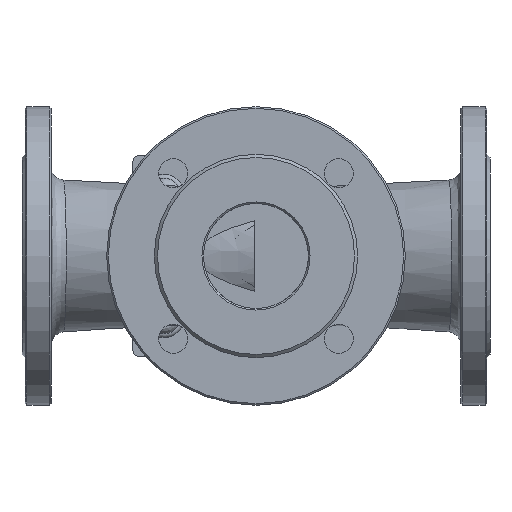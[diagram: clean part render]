
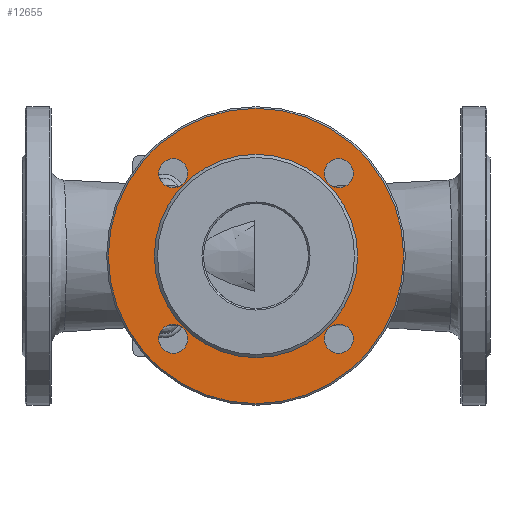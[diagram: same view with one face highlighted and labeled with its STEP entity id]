
A CAD part, front view. The second image highlights one B-rep face of the part: STEP entity #12655.
In plain terms, the highlighted planar face has unit normal (0, -1, 0).
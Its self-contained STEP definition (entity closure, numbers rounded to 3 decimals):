
#307=FACE_BOUND('',#4094,.T.);
#308=FACE_BOUND('',#4095,.T.);
#309=FACE_BOUND('',#4096,.T.);
#310=FACE_BOUND('',#4097,.T.);
#311=FACE_BOUND('',#4098,.T.);
#395=PLANE('',#13547);
#3390=FACE_OUTER_BOUND('',#4093,.T.);
#4093=EDGE_LOOP('',(#8738));
#4094=EDGE_LOOP('',(#8739));
#4095=EDGE_LOOP('',(#8740));
#4096=EDGE_LOOP('',(#8741));
#4097=EDGE_LOOP('',(#8742));
#4098=EDGE_LOOP('',(#8743));
#4802=CIRCLE('',#13546,91.5);
#4803=CIRCLE('',#13548,63.);
#4804=CIRCLE('',#13549,9.);
#4805=CIRCLE('',#13550,9.);
#4806=CIRCLE('',#13551,9.);
#4807=CIRCLE('',#13552,9.);
#5393=VERTEX_POINT('',#20619);
#5394=VERTEX_POINT('',#20623);
#5395=VERTEX_POINT('',#20625);
#5396=VERTEX_POINT('',#20627);
#5397=VERTEX_POINT('',#20629);
#5398=VERTEX_POINT('',#20631);
#6668=EDGE_CURVE('',#5393,#5393,#4802,.T.);
#6669=EDGE_CURVE('',#5394,#5394,#4803,.T.);
#6670=EDGE_CURVE('',#5395,#5395,#4804,.T.);
#6671=EDGE_CURVE('',#5396,#5396,#4805,.T.);
#6672=EDGE_CURVE('',#5397,#5397,#4806,.T.);
#6673=EDGE_CURVE('',#5398,#5398,#4807,.T.);
#8738=ORIENTED_EDGE('',*,*,#6668,.F.);
#8739=ORIENTED_EDGE('',*,*,#6669,.F.);
#8740=ORIENTED_EDGE('',*,*,#6670,.F.);
#8741=ORIENTED_EDGE('',*,*,#6671,.F.);
#8742=ORIENTED_EDGE('',*,*,#6672,.F.);
#8743=ORIENTED_EDGE('',*,*,#6673,.F.);
#12655=ADVANCED_FACE('',(#3390,#307,#308,#309,#310,#311),#395,.F.);
#13546=AXIS2_PLACEMENT_3D('',#20621,#14946,#14947);
#13547=AXIS2_PLACEMENT_3D('',#20622,#14948,#14949);
#13548=AXIS2_PLACEMENT_3D('',#20624,#14950,#14951);
#13549=AXIS2_PLACEMENT_3D('',#20626,#14952,#14953);
#13550=AXIS2_PLACEMENT_3D('',#20628,#14954,#14955);
#13551=AXIS2_PLACEMENT_3D('',#20630,#14956,#14957);
#13552=AXIS2_PLACEMENT_3D('',#20632,#14958,#14959);
#14946=DIRECTION('center_axis',(0.,1.,0.));
#14947=DIRECTION('ref_axis',(0.,0.,-1.));
#14948=DIRECTION('center_axis',(0.,1.,0.));
#14949=DIRECTION('ref_axis',(0.,0.,1.));
#14950=DIRECTION('center_axis',(0.,-1.,0.));
#14951=DIRECTION('ref_axis',(-1.,0.,0.));
#14952=DIRECTION('center_axis',(0.,-1.,0.));
#14953=DIRECTION('ref_axis',(0.,0.,-1.));
#14954=DIRECTION('center_axis',(0.,-1.,0.));
#14955=DIRECTION('ref_axis',(0.,0.,-1.));
#14956=DIRECTION('center_axis',(0.,-1.,0.));
#14957=DIRECTION('ref_axis',(0.,0.,-1.));
#14958=DIRECTION('center_axis',(0.,-1.,0.));
#14959=DIRECTION('ref_axis',(0.,0.,-1.));
#20619=CARTESIAN_POINT('',(0.,-113.,91.5));
#20621=CARTESIAN_POINT('Origin',(0.,-113.,0.));
#20622=CARTESIAN_POINT('Origin',(0.,-113.,0.));
#20623=CARTESIAN_POINT('',(63.,-113.,0.));
#20624=CARTESIAN_POINT('Origin',(0.,-113.,0.));
#20625=CARTESIAN_POINT('',(-51.265,-113.,60.265));
#20626=CARTESIAN_POINT('Origin',(-51.265,-113.,51.265));
#20627=CARTESIAN_POINT('',(-51.265,-113.,-42.265));
#20628=CARTESIAN_POINT('Origin',(-51.265,-113.,-51.265));
#20629=CARTESIAN_POINT('',(51.265,-113.,-42.265));
#20630=CARTESIAN_POINT('Origin',(51.265,-113.,-51.265));
#20631=CARTESIAN_POINT('',(51.265,-113.,60.265));
#20632=CARTESIAN_POINT('Origin',(51.265,-113.,51.265));
